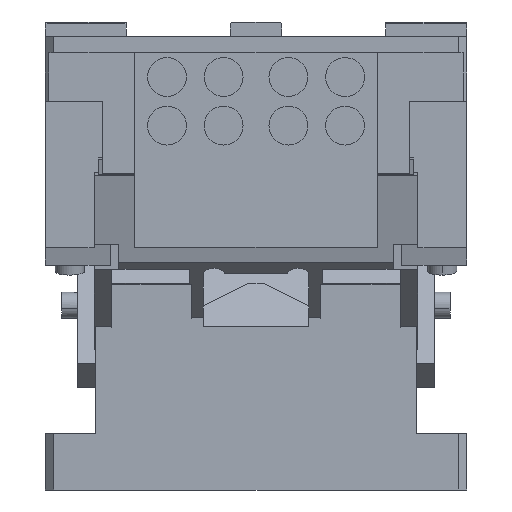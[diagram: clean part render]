
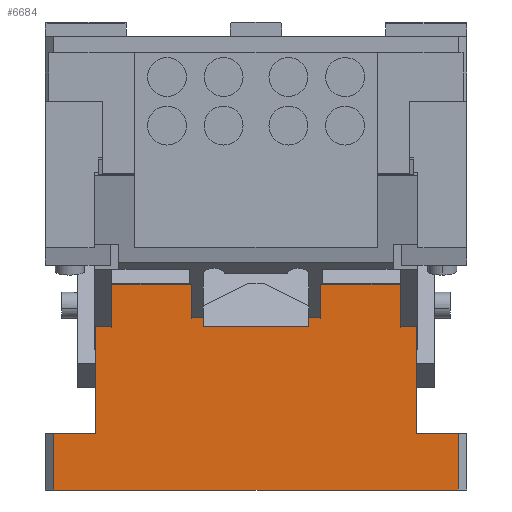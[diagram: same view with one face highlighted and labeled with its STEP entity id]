
A CAD part, left-side view. The second image highlights one B-rep face of the part: STEP entity #6684.
In plain terms, the highlighted planar face has unit normal (-1, 0, 0).
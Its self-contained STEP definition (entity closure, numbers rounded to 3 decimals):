
#6232=CARTESIAN_POINT('Vertex',(30.,-99.,-245.)) ;
#6282=CARTESIAN_POINT('Vertex',(30.,-99.,-179.282)) ;
#6285=CARTESIAN_POINT('Line Origine',(30.,-99.,-212.141)) ;
#6433=CARTESIAN_POINT('Vertex',(30.,-89.,-153.)) ;
#6454=CARTESIAN_POINT('Vertex',(30.,-40.,-153.)) ;
#6457=CARTESIAN_POINT('Line Origine',(30.,-64.5,-153.)) ;
#6527=CARTESIAN_POINT('Vertex',(30.,-89.,-179.282)) ;
#6530=CARTESIAN_POINT('Line Origine',(30.,-94.,-179.282)) ;
#6542=CARTESIAN_POINT('Axis2P3D Location',(30.,130.,-280.)) ;
#6547=CARTESIAN_POINT('Line Origine',(30.,-32.5,-176.395)) ;
#6551=CARTESIAN_POINT('Vertex',(30.,-32.5,-173.509)) ;
#6553=CARTESIAN_POINT('Vertex',(30.,-32.5,-179.282)) ;
#6556=CARTESIAN_POINT('Line Origine',(30.,0.,-179.282)) ;
#6560=CARTESIAN_POINT('Vertex',(30.,32.5,-179.282)) ;
#6563=CARTESIAN_POINT('Line Origine',(30.,32.5,-176.395)) ;
#6567=CARTESIAN_POINT('Vertex',(30.,32.5,-173.509)) ;
#6570=CARTESIAN_POINT('Line Origine',(30.,36.25,-173.509)) ;
#6574=CARTESIAN_POINT('Vertex',(30.,40.,-173.509)) ;
#6577=CARTESIAN_POINT('Line Origine',(30.,40.,-163.254)) ;
#6581=CARTESIAN_POINT('Vertex',(30.,40.,-153.)) ;
#6584=CARTESIAN_POINT('Line Origine',(30.,64.5,-153.)) ;
#6588=CARTESIAN_POINT('Vertex',(30.,89.,-153.)) ;
#6591=CARTESIAN_POINT('Line Origine',(30.,89.,-166.141)) ;
#6595=CARTESIAN_POINT('Vertex',(30.,89.,-179.282)) ;
#6598=CARTESIAN_POINT('Line Origine',(30.,94.,-179.282)) ;
#6602=CARTESIAN_POINT('Vertex',(30.,99.,-179.282)) ;
#6605=CARTESIAN_POINT('Line Origine',(30.,99.,-212.141)) ;
#6609=CARTESIAN_POINT('Vertex',(30.,99.,-245.)) ;
#6612=CARTESIAN_POINT('Line Origine',(30.,112.,-245.)) ;
#6616=CARTESIAN_POINT('Vertex',(30.,125.,-245.)) ;
#6619=CARTESIAN_POINT('Line Origine',(30.,125.,-262.5)) ;
#6623=CARTESIAN_POINT('Vertex',(30.,125.,-280.)) ;
#6626=CARTESIAN_POINT('Line Origine',(30.,0.,-280.)) ;
#6630=CARTESIAN_POINT('Vertex',(30.,-125.,-280.)) ;
#6633=CARTESIAN_POINT('Line Origine',(30.,-125.,-262.5)) ;
#6637=CARTESIAN_POINT('Vertex',(30.,-125.,-245.)) ;
#6640=CARTESIAN_POINT('Line Origine',(30.,-112.,-245.)) ;
#6645=CARTESIAN_POINT('Line Origine',(30.,-89.,-166.141)) ;
#6650=CARTESIAN_POINT('Line Origine',(30.,-40.,-163.254)) ;
#6654=CARTESIAN_POINT('Vertex',(30.,-40.,-173.509)) ;
#6657=CARTESIAN_POINT('Line Origine',(30.,-36.25,-173.509)) ;
#6286=DIRECTION('Vector Direction',(0.,0.,-1.)) ;
#6458=DIRECTION('Vector Direction',(0.,-1.,0.)) ;
#6531=DIRECTION('Vector Direction',(0.,1.,0.)) ;
#6543=DIRECTION('Axis2P3D Direction',(1.,0.,0.)) ;
#6544=DIRECTION('Axis2P3D XDirection',(0.,0.,-1.)) ;
#6548=DIRECTION('Vector Direction',(0.,0.,-1.)) ;
#6557=DIRECTION('Vector Direction',(0.,-1.,0.)) ;
#6564=DIRECTION('Vector Direction',(0.,0.,1.)) ;
#6571=DIRECTION('Vector Direction',(0.,-1.,0.)) ;
#6578=DIRECTION('Vector Direction',(0.,0.,-1.)) ;
#6585=DIRECTION('Vector Direction',(0.,-1.,0.)) ;
#6592=DIRECTION('Vector Direction',(0.,0.,1.)) ;
#6599=DIRECTION('Vector Direction',(0.,-1.,0.)) ;
#6606=DIRECTION('Vector Direction',(0.,0.,1.)) ;
#6613=DIRECTION('Vector Direction',(0.,-1.,0.)) ;
#6620=DIRECTION('Vector Direction',(0.,0.,-1.)) ;
#6627=DIRECTION('Vector Direction',(0.,-1.,0.)) ;
#6634=DIRECTION('Vector Direction',(0.,0.,1.)) ;
#6641=DIRECTION('Vector Direction',(0.,-1.,0.)) ;
#6646=DIRECTION('Vector Direction',(0.,0.,1.)) ;
#6651=DIRECTION('Vector Direction',(0.,0.,-1.)) ;
#6658=DIRECTION('Vector Direction',(0.,-1.,0.)) ;
#6545=AXIS2_PLACEMENT_3D('Plane Axis2P3D',#6542,#6543,#6544) ;
#6663=ORIENTED_EDGE('',*,*,#6555,.T.) ;
#6664=ORIENTED_EDGE('',*,*,#6562,.F.) ;
#6665=ORIENTED_EDGE('',*,*,#6569,.T.) ;
#6666=ORIENTED_EDGE('',*,*,#6576,.F.) ;
#6667=ORIENTED_EDGE('',*,*,#6583,.F.) ;
#6668=ORIENTED_EDGE('',*,*,#6590,.F.) ;
#6669=ORIENTED_EDGE('',*,*,#6597,.F.) ;
#6670=ORIENTED_EDGE('',*,*,#6604,.F.) ;
#6671=ORIENTED_EDGE('',*,*,#6611,.F.) ;
#6672=ORIENTED_EDGE('',*,*,#6618,.F.) ;
#6673=ORIENTED_EDGE('',*,*,#6625,.T.) ;
#6674=ORIENTED_EDGE('',*,*,#6632,.T.) ;
#6675=ORIENTED_EDGE('',*,*,#6639,.T.) ;
#6676=ORIENTED_EDGE('',*,*,#6644,.F.) ;
#6677=ORIENTED_EDGE('',*,*,#6289,.F.) ;
#6678=ORIENTED_EDGE('',*,*,#6534,.T.) ;
#6679=ORIENTED_EDGE('',*,*,#6649,.T.) ;
#6680=ORIENTED_EDGE('',*,*,#6461,.F.) ;
#6681=ORIENTED_EDGE('',*,*,#6656,.T.) ;
#6682=ORIENTED_EDGE('',*,*,#6661,.F.) ;
#6287=VECTOR('Line Direction',#6286,1.) ;
#6459=VECTOR('Line Direction',#6458,1.) ;
#6532=VECTOR('Line Direction',#6531,1.) ;
#6549=VECTOR('Line Direction',#6548,1.) ;
#6558=VECTOR('Line Direction',#6557,1.) ;
#6565=VECTOR('Line Direction',#6564,1.) ;
#6572=VECTOR('Line Direction',#6571,1.) ;
#6579=VECTOR('Line Direction',#6578,1.) ;
#6586=VECTOR('Line Direction',#6585,1.) ;
#6593=VECTOR('Line Direction',#6592,1.) ;
#6600=VECTOR('Line Direction',#6599,1.) ;
#6607=VECTOR('Line Direction',#6606,1.) ;
#6614=VECTOR('Line Direction',#6613,1.) ;
#6621=VECTOR('Line Direction',#6620,1.) ;
#6628=VECTOR('Line Direction',#6627,1.) ;
#6635=VECTOR('Line Direction',#6634,1.) ;
#6642=VECTOR('Line Direction',#6641,1.) ;
#6647=VECTOR('Line Direction',#6646,1.) ;
#6652=VECTOR('Line Direction',#6651,1.) ;
#6659=VECTOR('Line Direction',#6658,1.) ;
#6684=ADVANCED_FACE('CAM DRIVER',(#6683),#6546,.F.) ;
#6289=EDGE_CURVE('',#6283,#6233,#6288,.T.) ;
#6461=EDGE_CURVE('',#6455,#6434,#6460,.T.) ;
#6534=EDGE_CURVE('',#6283,#6528,#6533,.T.) ;
#6555=EDGE_CURVE('',#6552,#6554,#6550,.T.) ;
#6562=EDGE_CURVE('',#6561,#6554,#6559,.T.) ;
#6569=EDGE_CURVE('',#6561,#6568,#6566,.T.) ;
#6576=EDGE_CURVE('',#6575,#6568,#6573,.T.) ;
#6583=EDGE_CURVE('',#6582,#6575,#6580,.T.) ;
#6590=EDGE_CURVE('',#6589,#6582,#6587,.T.) ;
#6597=EDGE_CURVE('',#6596,#6589,#6594,.T.) ;
#6604=EDGE_CURVE('',#6603,#6596,#6601,.T.) ;
#6611=EDGE_CURVE('',#6610,#6603,#6608,.T.) ;
#6618=EDGE_CURVE('',#6617,#6610,#6615,.T.) ;
#6625=EDGE_CURVE('',#6617,#6624,#6622,.T.) ;
#6632=EDGE_CURVE('',#6624,#6631,#6629,.T.) ;
#6639=EDGE_CURVE('',#6631,#6638,#6636,.T.) ;
#6644=EDGE_CURVE('',#6233,#6638,#6643,.T.) ;
#6649=EDGE_CURVE('',#6528,#6434,#6648,.T.) ;
#6656=EDGE_CURVE('',#6455,#6655,#6653,.T.) ;
#6661=EDGE_CURVE('',#6552,#6655,#6660,.T.) ;
#6662=EDGE_LOOP('',(#6663,#6664,#6665,#6666,#6667,#6668,#6669,#6670,#6671,#6672,#6673,#6674,#6675,#6676,#6677,#6678,#6679,#6680,#6681,#6682)) ;
#6683=FACE_OUTER_BOUND('',#6662,.T.) ;
#6288=LINE('Line',#6285,#6287) ;
#6460=LINE('Line',#6457,#6459) ;
#6533=LINE('Line',#6530,#6532) ;
#6550=LINE('Line',#6547,#6549) ;
#6559=LINE('Line',#6556,#6558) ;
#6566=LINE('Line',#6563,#6565) ;
#6573=LINE('Line',#6570,#6572) ;
#6580=LINE('Line',#6577,#6579) ;
#6587=LINE('Line',#6584,#6586) ;
#6594=LINE('Line',#6591,#6593) ;
#6601=LINE('Line',#6598,#6600) ;
#6608=LINE('Line',#6605,#6607) ;
#6615=LINE('Line',#6612,#6614) ;
#6622=LINE('Line',#6619,#6621) ;
#6629=LINE('Line',#6626,#6628) ;
#6636=LINE('Line',#6633,#6635) ;
#6643=LINE('Line',#6640,#6642) ;
#6648=LINE('Line',#6645,#6647) ;
#6653=LINE('Line',#6650,#6652) ;
#6660=LINE('Line',#6657,#6659) ;
#6546=PLANE('Plane',#6545) ;
#6233=VERTEX_POINT('',#6232) ;
#6283=VERTEX_POINT('',#6282) ;
#6434=VERTEX_POINT('',#6433) ;
#6455=VERTEX_POINT('',#6454) ;
#6528=VERTEX_POINT('',#6527) ;
#6552=VERTEX_POINT('',#6551) ;
#6554=VERTEX_POINT('',#6553) ;
#6561=VERTEX_POINT('',#6560) ;
#6568=VERTEX_POINT('',#6567) ;
#6575=VERTEX_POINT('',#6574) ;
#6582=VERTEX_POINT('',#6581) ;
#6589=VERTEX_POINT('',#6588) ;
#6596=VERTEX_POINT('',#6595) ;
#6603=VERTEX_POINT('',#6602) ;
#6610=VERTEX_POINT('',#6609) ;
#6617=VERTEX_POINT('',#6616) ;
#6624=VERTEX_POINT('',#6623) ;
#6631=VERTEX_POINT('',#6630) ;
#6638=VERTEX_POINT('',#6637) ;
#6655=VERTEX_POINT('',#6654) ;
